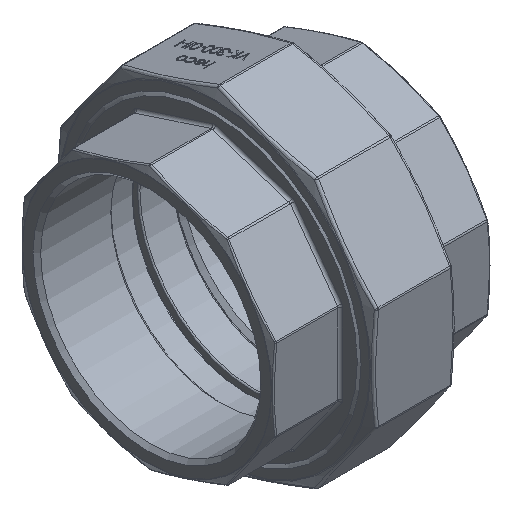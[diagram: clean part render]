
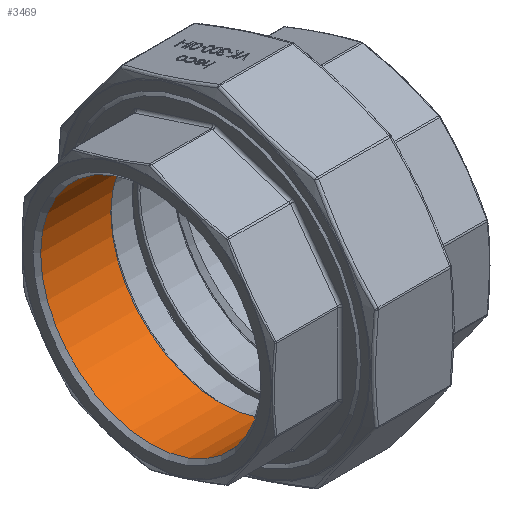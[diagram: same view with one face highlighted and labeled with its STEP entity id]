
A CAD part, isometric view. The second image highlights one B-rep face of the part: STEP entity #3469.
In plain terms, the highlighted cylindrical face has radius 42.46 mm (diameter 84.92 mm), a full revolution.
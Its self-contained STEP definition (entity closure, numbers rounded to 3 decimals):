
#124 = DIRECTION ( 'NONE',  ( 1., 0., 0. ) ) ;
#1217 = AXIS2_PLACEMENT_3D ( 'NONE', #21801, #124, #21934 ) ;
#1388 = CARTESIAN_POINT ( 'NONE',  ( -43.52, 42.46, 0. ) ) ;
#2484 = FACE_OUTER_BOUND ( 'NONE', #22359, .T. ) ;
#2576 = DIRECTION ( 'NONE',  ( 1., 0., 0. ) ) ;
#3469 = ADVANCED_FACE ( 'NONE', ( #2484, #9324 ), #12852, .F. ) ;
#3795 = AXIS2_PLACEMENT_3D ( 'NONE', #22172, #20399, #15089 ) ;
#4358 = CARTESIAN_POINT ( 'NONE',  ( -43.52, 0., 0. ) ) ;
#8597 = CIRCLE ( 'NONE', #16506, 42.46 ) ;
#9324 = FACE_OUTER_BOUND ( 'NONE', #21238, .T. ) ;
#12318 = VERTEX_POINT ( 'NONE', #1388 ) ;
#12852 = CYLINDRICAL_SURFACE ( 'NONE', #3795, 42.46 ) ;
#13179 = EDGE_CURVE ( 'NONE', #22261, #22261, #14761, .T. ) ;
#13631 = CARTESIAN_POINT ( 'NONE',  ( -16.48, 42.46, 0. ) ) ;
#14761 = CIRCLE ( 'NONE', #1217, 42.46 ) ;
#14957 = DIRECTION ( 'NONE',  ( 0., 1., 0. ) ) ;
#14992 = EDGE_CURVE ( 'NONE', #12318, #12318, #8597, .T. ) ;
#15089 = DIRECTION ( 'NONE',  ( 0., 1., 0. ) ) ;
#16241 = ORIENTED_EDGE ( 'NONE', *, *, #13179, .T. ) ;
#16506 = AXIS2_PLACEMENT_3D ( 'NONE', #4358, #2576, #14957 ) ;
#17833 = ORIENTED_EDGE ( 'NONE', *, *, #14992, .F. ) ;
#20399 = DIRECTION ( 'NONE',  ( 1., 0., 0. ) ) ;
#21238 = EDGE_LOOP ( 'NONE', ( #17833 ) ) ;
#21801 = CARTESIAN_POINT ( 'NONE',  ( -16.48, 0., 0. ) ) ;
#21934 = DIRECTION ( 'NONE',  ( 0., 1., 0. ) ) ;
#22172 = CARTESIAN_POINT ( 'NONE',  ( 0., 0., 0. ) ) ;
#22261 = VERTEX_POINT ( 'NONE', #13631 ) ;
#22359 = EDGE_LOOP ( 'NONE', ( #16241 ) ) ;
